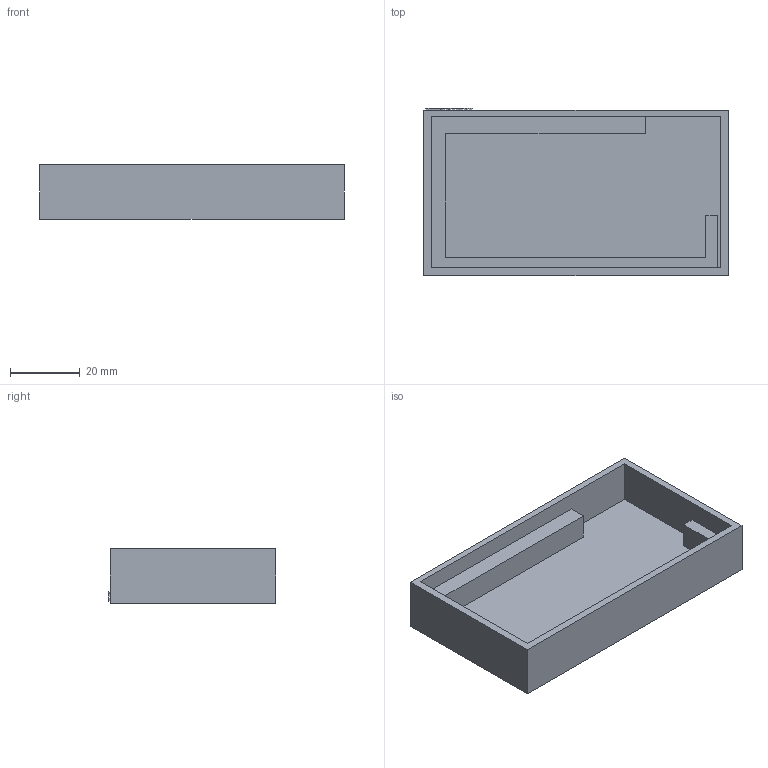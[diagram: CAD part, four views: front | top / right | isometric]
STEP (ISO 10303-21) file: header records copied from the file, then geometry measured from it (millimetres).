
FILE_DESCRIPTION(/* description */ (''),/* implementation_level */ '2;1');
FILE_NAME(/* name */ 'body.step',/* time_stamp */ '2025-09-19T21:33:24+05:30',/* author */ (''),/* organization */ (''),/* preprocessor_version */ 'ST-DEVELOPER v20.1',/* originating_system */ 'Autodesk Translation Framework v14.17.0.0',/* authorisation */ '');
FILE_SCHEMA (('AUTOMOTIVE_DESIGN { 1 0 10303 214 3 1 1 }'));
Length unit declared in the file: millimetre
Products named in the file (1): 2025-09-19-21-33-24-301
Bounding box: 87.25 x 48 x 15.5 mm (x, y, z)
Volume: 24656.7 mm3; surface area: 15788.7 mm2
Topology: 1 solids, 1 shells, 243 faces, 672 edges, 448 vertices
Faces by surface type: plane 147, bspline 96
Entity records: 8606 total; most frequent: CARTESIAN_POINT 2996, ORIENTED_EDGE 1344, DIRECTION 776, EDGE_CURVE 672, LINE 480, VECTOR 480, VERTEX_POINT 448, EDGE_LOOP 260
